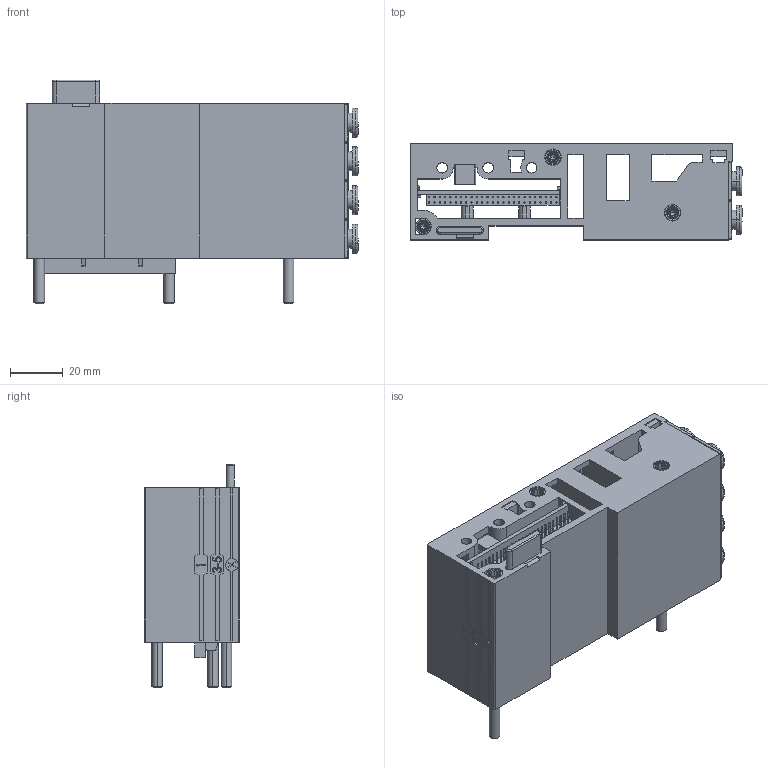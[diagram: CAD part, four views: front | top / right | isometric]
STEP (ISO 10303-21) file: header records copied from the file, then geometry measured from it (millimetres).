
FILE_DESCRIPTION (( 'STEP AP203' ), '1' );
FILE_NAME ('PAL-B4814.step', '2020-10-29T13:47:13', ( '' ), ( '' ), 'SwSTEP 2.0', 'SolidWorks 2019', '' );
FILE_SCHEMA (( 'CONFIG_CONTROL_DESIGN' ));
Products named in the file (1): PAL-B4814
Bounding box: 125.3 x 36.2 x 84.5 mm (x, y, z)
Volume: 155223.2 mm3; surface area: 82885.1 mm2
Topology: 7 solids, 7 shells, 1710 faces, 4232 edges, 2730 vertices
Faces by surface type: plane 930, cylinder 586, cone 160, torus 34
Entity records: 52003 total; most frequent: CARTESIAN_POINT 10143, DIRECTION 8944, ORIENTED_EDGE 8440, EDGE_CURVE 4220, AXIS2_PLACEMENT_3D 3191, VERTEX_POINT 2730, LINE 2562, VECTOR 2562
